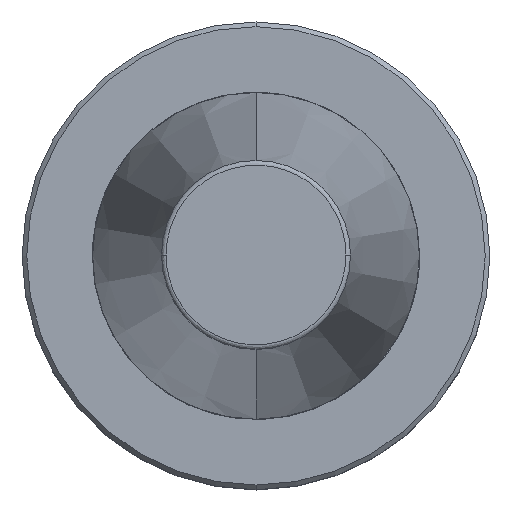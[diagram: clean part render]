
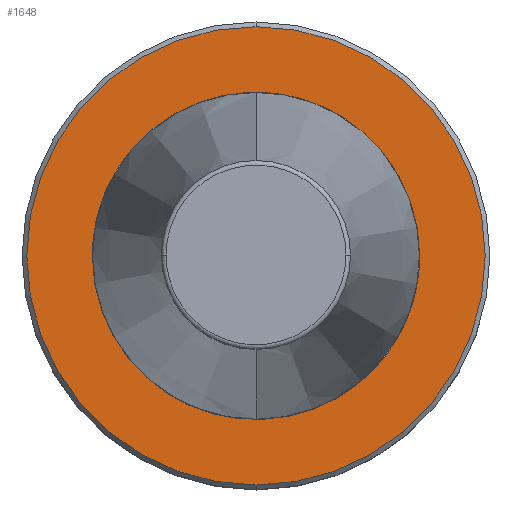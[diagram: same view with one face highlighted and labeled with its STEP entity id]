
A CAD part, top view. The second image highlights one B-rep face of the part: STEP entity #1648.
In plain terms, the highlighted planar face has unit normal (0, 0, 1).
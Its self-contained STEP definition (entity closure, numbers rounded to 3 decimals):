
#51 = CARTESIAN_POINT ( 'NONE',  ( 0., -49., -3. ) ) ;
#298 = VERTEX_POINT ( 'NONE', #1823 ) ;
#344 = VERTEX_POINT ( 'NONE', #1817 ) ;
#413 = CIRCLE ( 'NONE', #1773, 49. ) ;
#552 =( BOUNDED_CURVE ( )  B_SPLINE_CURVE ( 3, ( #1350, #1338, #1333, #1332 ),
 .UNSPECIFIED., .F., .T. ) 
 B_SPLINE_CURVE_WITH_KNOTS ( ( 4, 4 ),
 ( 0., 1. ),
 .UNSPECIFIED. ) 
 CURVE ( )  GEOMETRIC_REPRESENTATION_ITEM ( )  RATIONAL_B_SPLINE_CURVE ( ( 1., 0.333, 0.333, 1. ) ) 
 REPRESENTATION_ITEM ( '' )  );
#759 = ORIENTED_EDGE ( 'NONE', *, *, #2095, .F. ) ;
#787 = ORIENTED_EDGE ( 'NONE', *, *, #1592, .F. ) ;
#830 = VERTEX_POINT ( 'NONE', #51 ) ;
#887 = CIRCLE ( 'NONE', #1814, 49. ) ;
#976 = ORIENTED_EDGE ( 'NONE', *, *, #1093, .F. ) ;
#1039 = EDGE_CURVE ( 'NONE', #344, #298, #552, .T. ) ;
#1087 = FACE_BOUND ( 'NONE', #1430, .T. ) ;
#1093 = EDGE_CURVE ( 'NONE', #298, #344, #1909, .T. ) ;
#1227 = CARTESIAN_POINT ( 'NONE',  ( 35., 0., -3. ) ) ;
#1231 = CARTESIAN_POINT ( 'NONE',  ( 35., -70., -3. ) ) ;
#1249 = CARTESIAN_POINT ( 'NONE',  ( -35., -70., -3. ) ) ;
#1250 = CARTESIAN_POINT ( 'NONE',  ( -35., 0., -3. ) ) ;
#1332 = CARTESIAN_POINT ( 'NONE',  ( -35., 0., -3. ) ) ;
#1333 = CARTESIAN_POINT ( 'NONE',  ( -35., 70., -3. ) ) ;
#1338 = CARTESIAN_POINT ( 'NONE',  ( 35., 70., -3. ) ) ;
#1350 = CARTESIAN_POINT ( 'NONE',  ( 35., 0., -3. ) ) ;
#1430 = EDGE_LOOP ( 'NONE', ( #976, #1626 ) ) ;
#1592 = EDGE_CURVE ( 'NONE', #830, #1850, #887, .T. ) ;
#1625 = FACE_OUTER_BOUND ( 'NONE', #2201, .T. ) ;
#1626 = ORIENTED_EDGE ( 'NONE', *, *, #1039, .F. ) ;
#1648 = ADVANCED_FACE ( 'NONE', ( #1087, #1625 ), #2316, .F. ) ;
#1706 = DIRECTION ( 'NONE',  ( 0., 1., 0. ) ) ;
#1708 = DIRECTION ( 'NONE',  ( 0., 0., -1. ) ) ;
#1711 = CARTESIAN_POINT ( 'NONE',  ( 0., 0., -3. ) ) ;
#1773 = AXIS2_PLACEMENT_3D ( 'NONE', #1711, #1708, #1706 ) ;
#1814 = AXIS2_PLACEMENT_3D ( 'NONE', #2503, #2499, #2498 ) ;
#1817 = CARTESIAN_POINT ( 'NONE',  ( 35., 0., -3. ) ) ;
#1823 = CARTESIAN_POINT ( 'NONE',  ( -35., 0., -3. ) ) ;
#1850 = VERTEX_POINT ( 'NONE', #1915 ) ;
#1909 =( BOUNDED_CURVE ( )  B_SPLINE_CURVE ( 3, ( #1250, #1249, #1231, #1227 ),
 .UNSPECIFIED., .F., .T. ) 
 B_SPLINE_CURVE_WITH_KNOTS ( ( 4, 4 ),
 ( 0., 1. ),
 .UNSPECIFIED. ) 
 CURVE ( )  GEOMETRIC_REPRESENTATION_ITEM ( )  RATIONAL_B_SPLINE_CURVE ( ( 1., 0.333, 0.333, 1. ) ) 
 REPRESENTATION_ITEM ( '' )  );
#1915 = CARTESIAN_POINT ( 'NONE',  ( 0., 49., -3. ) ) ;
#2095 = EDGE_CURVE ( 'NONE', #1850, #830, #413, .T. ) ;
#2201 = EDGE_LOOP ( 'NONE', ( #759, #787 ) ) ;
#2302 = DIRECTION ( 'NONE',  ( -1., 0., 0. ) ) ;
#2304 = DIRECTION ( 'NONE',  ( 0., 0., -1. ) ) ;
#2316 = PLANE ( 'NONE',  #2354 ) ;
#2324 = CARTESIAN_POINT ( 'NONE',  ( 0., 35., -3. ) ) ;
#2354 = AXIS2_PLACEMENT_3D ( 'NONE', #2324, #2304, #2302 ) ;
#2498 = DIRECTION ( 'NONE',  ( 0., 1., 0. ) ) ;
#2499 = DIRECTION ( 'NONE',  ( 0., 0., -1. ) ) ;
#2503 = CARTESIAN_POINT ( 'NONE',  ( 0., 0., -3. ) ) ;
